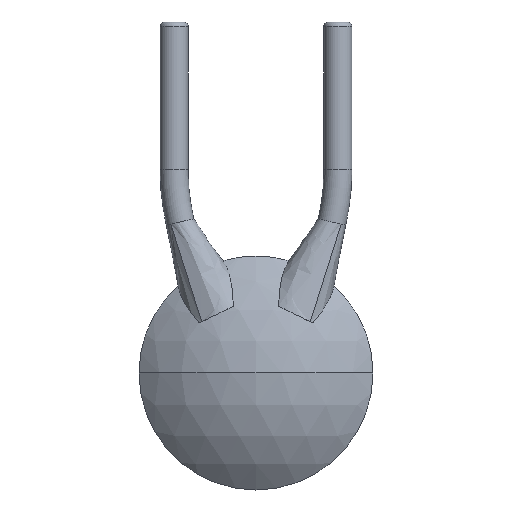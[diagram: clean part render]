
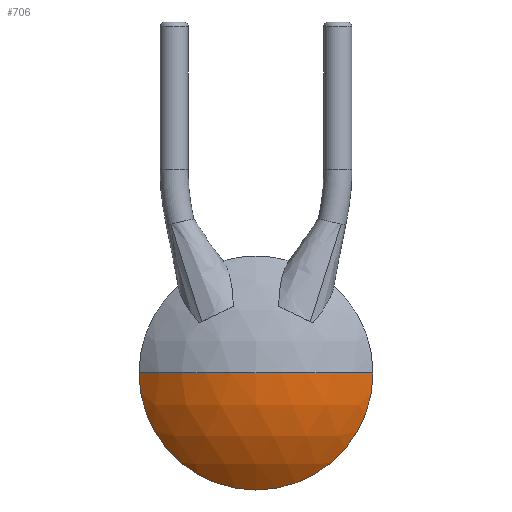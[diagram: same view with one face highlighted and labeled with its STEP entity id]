
A CAD part, front view. The second image highlights one B-rep face of the part: STEP entity #706.
In plain terms, the highlighted spherical face has radius 3.693 mm.
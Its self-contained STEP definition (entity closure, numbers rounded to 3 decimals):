
#7 = CARTESIAN_POINT ( 'NONE',  ( 0., 2.718, 0. ) ) ;
#97 = EDGE_CURVE ( 'NONE', #778, #747, #141, .T. ) ;
#122 = CIRCLE ( 'NONE', #203, 3.693 ) ;
#136 = CIRCLE ( 'NONE', #587, 2.5 ) ;
#141 = CIRCLE ( 'NONE', #1239, 3.693 ) ;
#153 = CARTESIAN_POINT ( 'NONE',  ( 0., 0., 0. ) ) ;
#172 = ORIENTED_EDGE ( 'NONE', *, *, #312, .T. ) ;
#203 = AXIS2_PLACEMENT_3D ( 'NONE', #1095, #813, #617 ) ;
#208 = CARTESIAN_POINT ( 'NONE',  ( 0., 2.718, 0. ) ) ;
#228 = FACE_OUTER_BOUND ( 'NONE', #614, .T. ) ;
#312 = EDGE_CURVE ( 'NONE', #508, #747, #122, .T. ) ;
#416 = SPHERICAL_SURFACE ( 'NONE', #913, 3.693 ) ;
#470 = ORIENTED_EDGE ( 'NONE', *, *, #911, .T. ) ;
#484 = DIRECTION ( 'NONE',  ( 1., 0., 0. ) ) ;
#508 = VERTEX_POINT ( 'NONE', #752 ) ;
#587 = AXIS2_PLACEMENT_3D ( 'NONE', #153, #1033, #932 ) ;
#606 = CARTESIAN_POINT ( 'NONE',  ( 0., -0.975, 0. ) ) ;
#614 = EDGE_LOOP ( 'NONE', ( #470, #172, #780 ) ) ;
#617 = DIRECTION ( 'NONE',  ( -1., 0., 0. ) ) ;
#706 = ADVANCED_FACE ( 'NONE', ( #228 ), #416, .T. ) ;
#747 = VERTEX_POINT ( 'NONE', #606 ) ;
#752 = CARTESIAN_POINT ( 'NONE',  ( 2.5, 0., 0. ) ) ;
#778 = VERTEX_POINT ( 'NONE', #807 ) ;
#780 = ORIENTED_EDGE ( 'NONE', *, *, #97, .F. ) ;
#807 = CARTESIAN_POINT ( 'NONE',  ( -2.5, 0., 0. ) ) ;
#813 = DIRECTION ( 'NONE',  ( 0., 0., -1. ) ) ;
#897 = DIRECTION ( 'NONE',  ( -1., 0., 0. ) ) ;
#904 = DIRECTION ( 'NONE',  ( 0., 0., -1. ) ) ;
#911 = EDGE_CURVE ( 'NONE', #778, #508, #136, .T. ) ;
#913 = AXIS2_PLACEMENT_3D ( 'NONE', #208, #904, #897 ) ;
#932 = DIRECTION ( 'NONE',  ( 0., 0., -1. ) ) ;
#1033 = DIRECTION ( 'NONE',  ( 0., -1., 0. ) ) ;
#1053 = DIRECTION ( 'NONE',  ( 0., 0., 1. ) ) ;
#1095 = CARTESIAN_POINT ( 'NONE',  ( 0., 2.718, 0. ) ) ;
#1239 = AXIS2_PLACEMENT_3D ( 'NONE', #7, #1053, #484 ) ;
